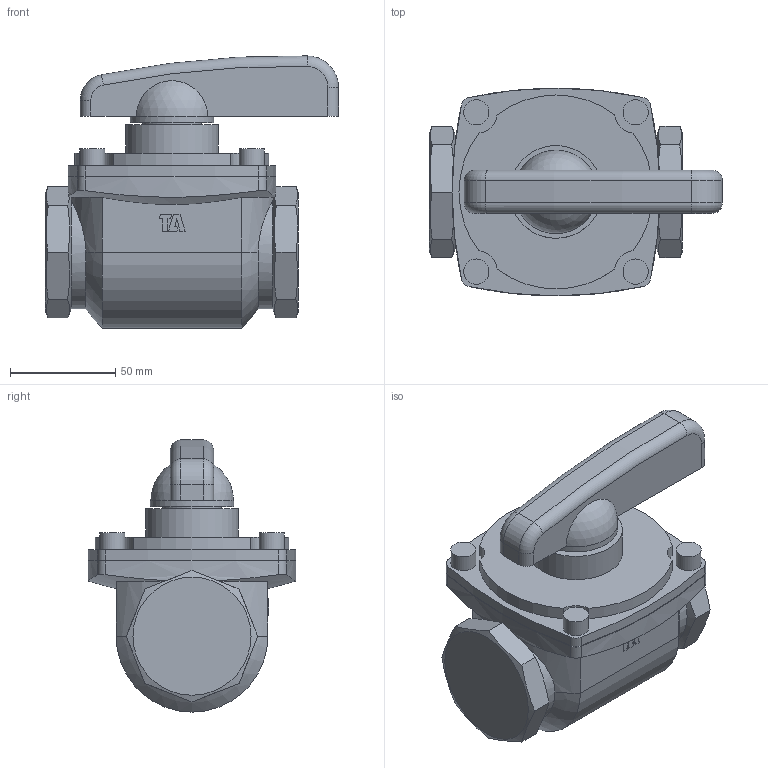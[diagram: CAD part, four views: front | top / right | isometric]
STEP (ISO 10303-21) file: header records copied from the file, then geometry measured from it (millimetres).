
FILE_DESCRIPTION( ( 'Unknown' ), '1' );
FILE_NAME( '58940140.stp', 'Unknown', ( 'Unknown' ), ( 'Unknown' ), 'XStep 1.0', 'Unknown', ' ' );
FILE_SCHEMA( ( 'CONFIG_CONTROL_DESIGN' ) );
Length unit declared in the file: millimetre
Products named in the file (1): 1
Bounding box: 139 x 98.5 x 129.12 mm (x, y, z)
Volume: 677897.3 mm3; surface area: 59778.8 mm2
Topology: 1 solids, 1 shells, 125 faces, 311 edges, 199 vertices
Faces by surface type: plane 54, cylinder 45, cone 16, torus 6, sphere 4
Full cylindrical faces by diameter (mm): 12 x4, 28 x1, 39.5 x1, 44 x1
Entity records: 4116 total; most frequent: CARTESIAN_POINT 1173, ORIENTED_EDGE 600, DIRECTION 597, EDGE_CURVE 300, AXIS2_PLACEMENT_3D 237, VERTEX_POINT 197, EDGE_LOOP 145, FACE_OUTER_BOUND 132
